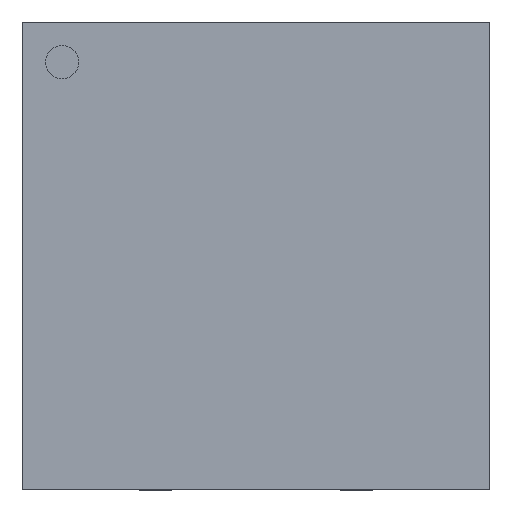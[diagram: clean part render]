
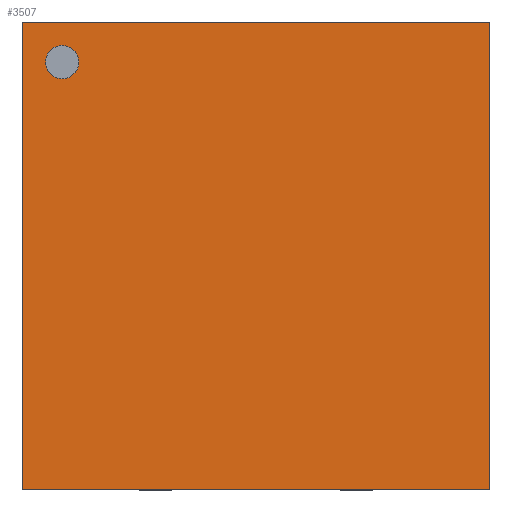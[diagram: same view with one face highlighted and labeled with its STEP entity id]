
A CAD part, top view. The second image highlights one B-rep face of the part: STEP entity #3507.
In plain terms, the highlighted face is planar.
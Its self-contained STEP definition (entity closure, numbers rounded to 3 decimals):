
#148=FACE_OUTER_BOUND('',#354,.T.);
#354=EDGE_LOOP('',(#2598,#2599,#2600,#2601));
#665=LINE('',#5154,#1108);
#705=LINE('',#5229,#1148);
#736=LINE('',#5290,#1179);
#742=LINE('',#5304,#1185);
#1108=VECTOR('',#4112,3.5);
#1148=VECTOR('',#4178,3.5);
#1179=VECTOR('',#4237,3.5);
#1185=VECTOR('',#4255,3.5);
#1557=VERTEX_POINT('',#5151);
#1558=VERTEX_POINT('',#5153);
#1579=VERTEX_POINT('',#5226);
#1580=VERTEX_POINT('',#5228);
#1899=EDGE_CURVE('',#1558,#1557,#665,.T.);
#1939=EDGE_CURVE('',#1580,#1579,#705,.T.);
#1972=EDGE_CURVE('',#1557,#1580,#736,.T.);
#1979=EDGE_CURVE('',#1579,#1558,#742,.T.);
#2598=ORIENTED_EDGE('',*,*,#1979,.T.);
#2599=ORIENTED_EDGE('',*,*,#1899,.T.);
#2600=ORIENTED_EDGE('',*,*,#1972,.T.);
#2601=ORIENTED_EDGE('',*,*,#1939,.T.);
#3333=PLANE('',#3766);
#3507=ADVANCED_FACE('',(#148),#3333,.T.);
#3766=AXIS2_PLACEMENT_3D('',#5303,#4253,#4254);
#4112=DIRECTION('',(1.,0.,0.));
#4178=DIRECTION('',(-1.,0.,0.));
#4237=DIRECTION('',(0.,0.,-1.));
#4253=DIRECTION('center_axis',(0.,1.,0.));
#4254=DIRECTION('ref_axis',(1.,0.,0.));
#4255=DIRECTION('',(0.,0.,1.));
#5151=CARTESIAN_POINT('',(1.75,0.95,1.75));
#5153=CARTESIAN_POINT('',(-1.75,0.95,1.75));
#5154=CARTESIAN_POINT('',(-1.75,0.95,1.75));
#5226=CARTESIAN_POINT('',(-1.75,0.95,-1.75));
#5228=CARTESIAN_POINT('',(1.75,0.95,-1.75));
#5229=CARTESIAN_POINT('',(1.75,0.95,-1.75));
#5290=CARTESIAN_POINT('',(1.75,0.95,1.75));
#5303=CARTESIAN_POINT('Origin',(0.,0.95,0.));
#5304=CARTESIAN_POINT('',(-1.75,0.95,-1.75));
